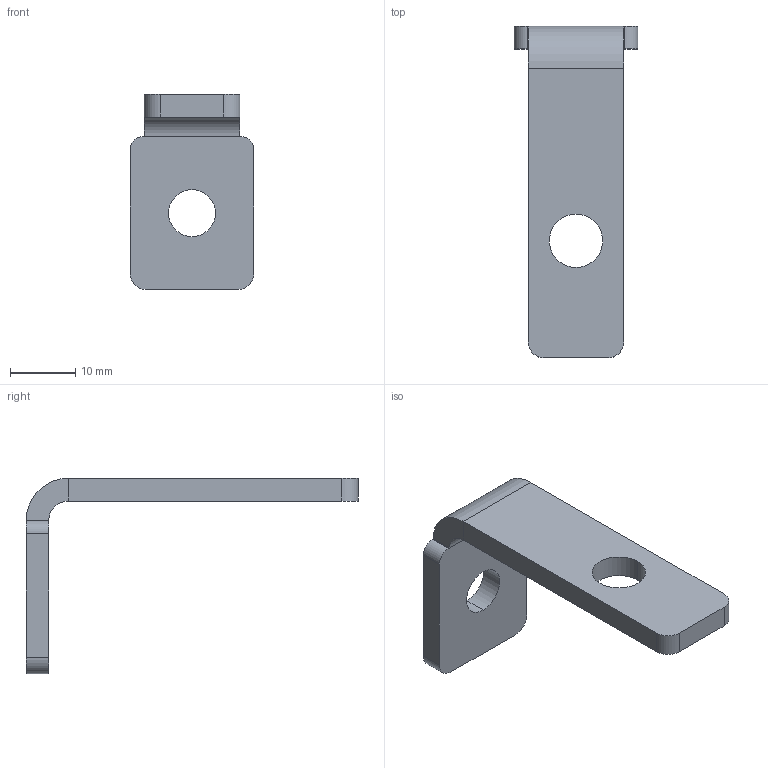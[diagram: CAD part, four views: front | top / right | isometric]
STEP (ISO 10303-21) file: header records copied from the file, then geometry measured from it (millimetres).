
FILE_DESCRIPTION (( 'STEP AP214' ), '1' );
FILE_NAME ('Ñáîðêà3.STEP', '2023-06-29T14:12:41', ( '' ), ( '' ), 'SwSTEP 2.0', 'SolidWorks 2022', '' );
FILE_SCHEMA (( 'AUTOMOTIVE_DESIGN' ));
Length unit declared in the file: millimetre
Products named in the file (2): A784 SNSS.40.048 Крепление для стола, 40 серия_00; Сборка3
Assembly tree (1 placements, depth 2):
  Сборка3
    A784 SNSS.40.048 Крепление для стола, 40 серия_00
Bounding box: 19 x 51 x 30 mm (x, y, z)
Volume: 3884 mm3; surface area: 3029 mm2
Topology: 1 solids, 1 shells, 26 faces, 64 edges, 40 vertices
Faces by surface type: plane 14, cylinder 12
Entity records: 864 total; most frequent: DIRECTION 148, CARTESIAN_POINT 134, ORIENTED_EDGE 128, EDGE_CURVE 64, AXIS2_PLACEMENT_3D 54, LINE 40, VERTEX_POINT 40, VECTOR 40
